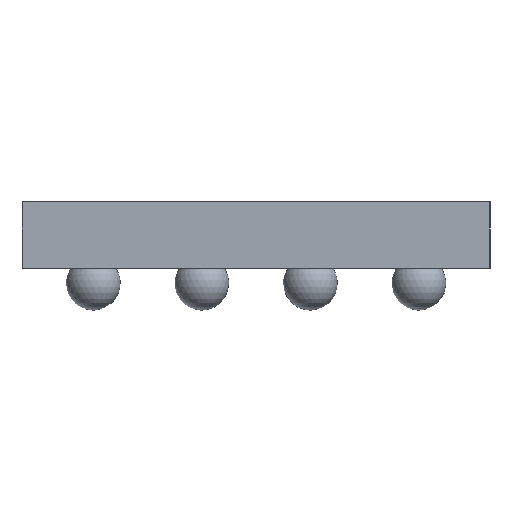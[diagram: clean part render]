
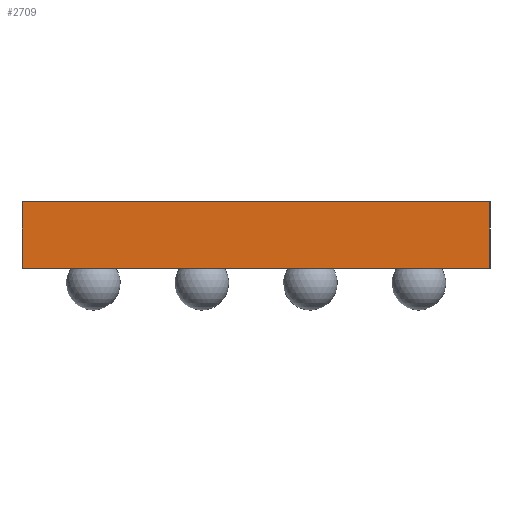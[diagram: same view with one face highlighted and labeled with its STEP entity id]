
A CAD part, left-side view. The second image highlights one B-rep face of the part: STEP entity #2709.
In plain terms, the highlighted planar face has unit normal (-1, 0, 0).
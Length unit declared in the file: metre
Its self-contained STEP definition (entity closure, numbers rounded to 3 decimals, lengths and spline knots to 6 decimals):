
#238=LINE('',#4887,#478);
#296=LINE('',#5073,#536);
#297=LINE('',#5075,#537);
#298=LINE('',#5077,#538);
#478=VECTOR('',#4052,1.);
#536=VECTOR('',#4184,1.);
#537=VECTOR('',#4187,1.);
#538=VECTOR('',#4188,1.);
#824=ORIENTED_EDGE('',*,*,#1589,.T.);
#825=ORIENTED_EDGE('',*,*,#1590,.F.);
#826=ORIENTED_EDGE('',*,*,#1495,.F.);
#827=ORIENTED_EDGE('',*,*,#1588,.T.);
#1495=EDGE_CURVE('',#1879,#1880,#238,.T.);
#1588=EDGE_CURVE('',#1879,#1970,#296,.T.);
#1589=EDGE_CURVE('',#1970,#1971,#297,.T.);
#1590=EDGE_CURVE('',#1880,#1971,#298,.T.);
#1879=VERTEX_POINT('',#4886);
#1880=VERTEX_POINT('',#4888);
#1970=VERTEX_POINT('',#5072);
#1971=VERTEX_POINT('',#5076);
#2285=EDGE_LOOP('',(#824,#825,#826,#827));
#2465=FACE_BOUND('',#2285,.T.);
#2637=PLANE('',#3779);
#2709=ADVANCED_FACE('',(#2465),#2637,.F.);
#3779=AXIS2_PLACEMENT_3D('',#5074,#4185,#4186);
#4052=DIRECTION('',(0.,-1.,0.));
#4184=DIRECTION('',(0.,0.,-1.));
#4185=DIRECTION('',(1.,0.,0.));
#4186=DIRECTION('',(0.,1.,0.));
#4187=DIRECTION('',(0.,-1.,0.));
#4188=DIRECTION('',(0.,0.,-1.));
#4886=CARTESIAN_POINT('',(-0.000959,0.000949,0.000439));
#4887=CARTESIAN_POINT('',(-0.000959,0.,0.000439));
#4888=CARTESIAN_POINT('',(-0.000959,-0.000949,0.000439));
#5072=CARTESIAN_POINT('',(-0.000959,0.000949,0.00017));
#5073=CARTESIAN_POINT('',(-0.000959,0.000949,0.000439));
#5074=CARTESIAN_POINT('',(-0.000959,0.,0.000439));
#5075=CARTESIAN_POINT('',(-0.000959,0.,0.00017));
#5076=CARTESIAN_POINT('',(-0.000959,-0.000949,0.00017));
#5077=CARTESIAN_POINT('',(-0.000959,-0.000949,0.000439));
